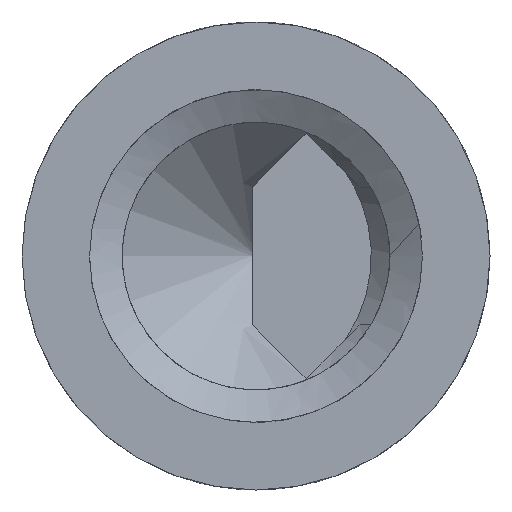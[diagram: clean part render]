
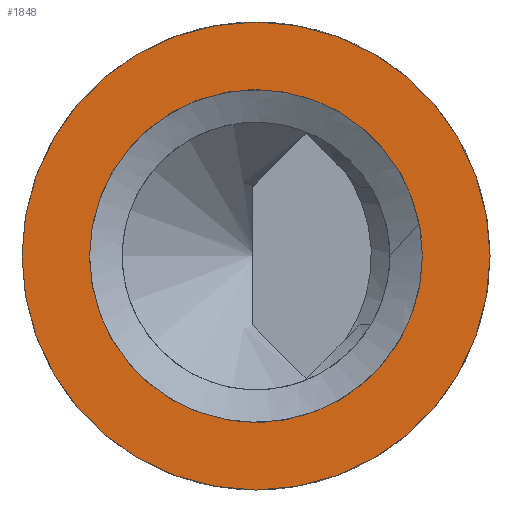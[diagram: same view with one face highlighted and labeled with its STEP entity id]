
A CAD part, front view. The second image highlights one B-rep face of the part: STEP entity #1848.
In plain terms, the highlighted planar face has unit normal (0, -1, 0).
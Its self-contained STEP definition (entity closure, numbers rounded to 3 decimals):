
#49=FACE_BOUND('',#273,.T.);
#91=PLANE('',#2011);
#164=FACE_OUTER_BOUND('',#272,.T.);
#272=EDGE_LOOP('',(#1415));
#273=EDGE_LOOP('',(#1416));
#343=CIRCLE('',#1954,12.8);
#365=CIRCLE('',#2009,18.);
#750=VERTEX_POINT('',#2592);
#809=VERTEX_POINT('',#4248);
#939=EDGE_CURVE('',#750,#750,#343,.T.);
#1033=EDGE_CURVE('',#809,#809,#365,.T.);
#1415=ORIENTED_EDGE('',*,*,#1033,.F.);
#1416=ORIENTED_EDGE('',*,*,#939,.F.);
#1848=ADVANCED_FACE('',(#164,#49),#91,.F.);
#1954=AXIS2_PLACEMENT_3D('',#2594,#2114,#2115);
#2009=AXIS2_PLACEMENT_3D('',#4250,#2262,#2263);
#2011=AXIS2_PLACEMENT_3D('',#4252,#2266,#2267);
#2114=DIRECTION('center_axis',(0.,-1.,0.));
#2115=DIRECTION('ref_axis',(1.,0.,0.));
#2262=DIRECTION('center_axis',(0.,1.,0.));
#2263=DIRECTION('ref_axis',(1.,0.,0.));
#2266=DIRECTION('center_axis',(0.,1.,0.));
#2267=DIRECTION('ref_axis',(1.,0.,0.));
#2592=CARTESIAN_POINT('',(-12.8,0.,0.));
#2594=CARTESIAN_POINT('Origin',(0.,0.,0.));
#4248=CARTESIAN_POINT('',(-18.,0.,0.));
#4250=CARTESIAN_POINT('Origin',(0.,0.,0.));
#4252=CARTESIAN_POINT('Origin',(0.,0.,0.));
